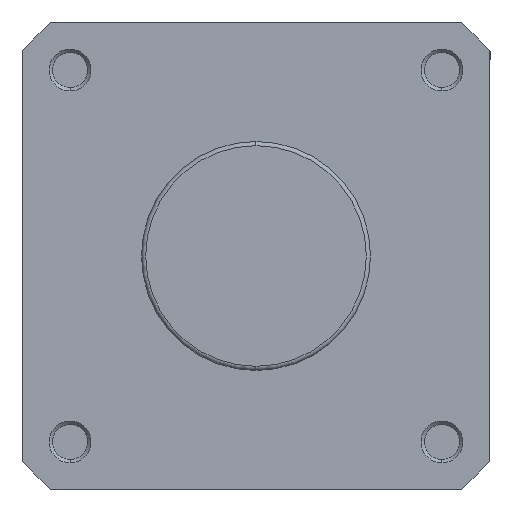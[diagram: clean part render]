
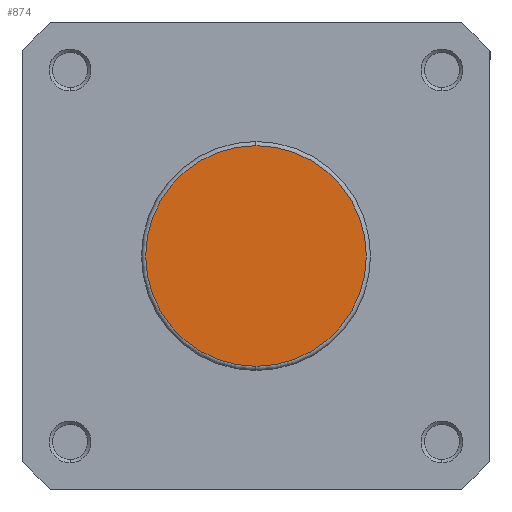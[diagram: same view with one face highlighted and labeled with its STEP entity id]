
A CAD part, left-side view. The second image highlights one B-rep face of the part: STEP entity #874.
In plain terms, the highlighted planar face has unit normal (-1, 0, 0).
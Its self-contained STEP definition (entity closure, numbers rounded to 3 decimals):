
#139 = EDGE_CURVE ( 'NONE', #1212, #1162, #4241, .T. ) ;
#307 = EDGE_CURVE ( 'NONE', #1162, #1212, #774, .T. ) ;
#510 = AXIS2_PLACEMENT_3D ( 'NONE', #1595, #1611, #1612 ) ;
#592 = AXIS2_PLACEMENT_3D ( 'NONE', #2088, #2089, #2090 ) ;
#774 = CIRCLE ( 'NONE', #592, 26.4 ) ;
#874 = ADVANCED_FACE ( 'NONE', ( #2802 ), #3456, .F. ) ;
#918 = AXIS2_PLACEMENT_3D ( 'NONE', #3447, #3470, #3471 ) ;
#1162 = VERTEX_POINT ( 'NONE', #3591 ) ;
#1212 = VERTEX_POINT ( 'NONE', #3641 ) ;
#1595 = CARTESIAN_POINT ( 'NONE',  ( 0., 0., 0. ) ) ;
#1611 = DIRECTION ( 'NONE',  ( -1., 0., 0. ) ) ;
#1612 = DIRECTION ( 'NONE',  ( 0., 0., -1. ) ) ;
#2088 = CARTESIAN_POINT ( 'NONE',  ( 0., 0., 0. ) ) ;
#2089 = DIRECTION ( 'NONE',  ( -1., 0., 0. ) ) ;
#2090 = DIRECTION ( 'NONE',  ( 0., 0., -1. ) ) ;
#2802 = FACE_OUTER_BOUND ( 'NONE', #4438, .T. ) ;
#3447 = CARTESIAN_POINT ( 'NONE',  ( 0., 27.4, 0. ) ) ;
#3456 = PLANE ( 'NONE',  #918 ) ;
#3470 = DIRECTION ( 'NONE',  ( 1., 0., 0. ) ) ;
#3471 = DIRECTION ( 'NONE',  ( 0., 0., -1. ) ) ;
#3591 = CARTESIAN_POINT ( 'NONE',  ( 0., 0., 26.4 ) ) ;
#3641 = CARTESIAN_POINT ( 'NONE',  ( 0., 0., -26.4 ) ) ;
#4241 = CIRCLE ( 'NONE', #510, 26.4 ) ;
#4438 = EDGE_LOOP ( 'NONE', ( #4909, #4908 ) ) ;
#4908 = ORIENTED_EDGE ( 'NONE', *, *, #307, .T. ) ;
#4909 = ORIENTED_EDGE ( 'NONE', *, *, #139, .T. ) ;
